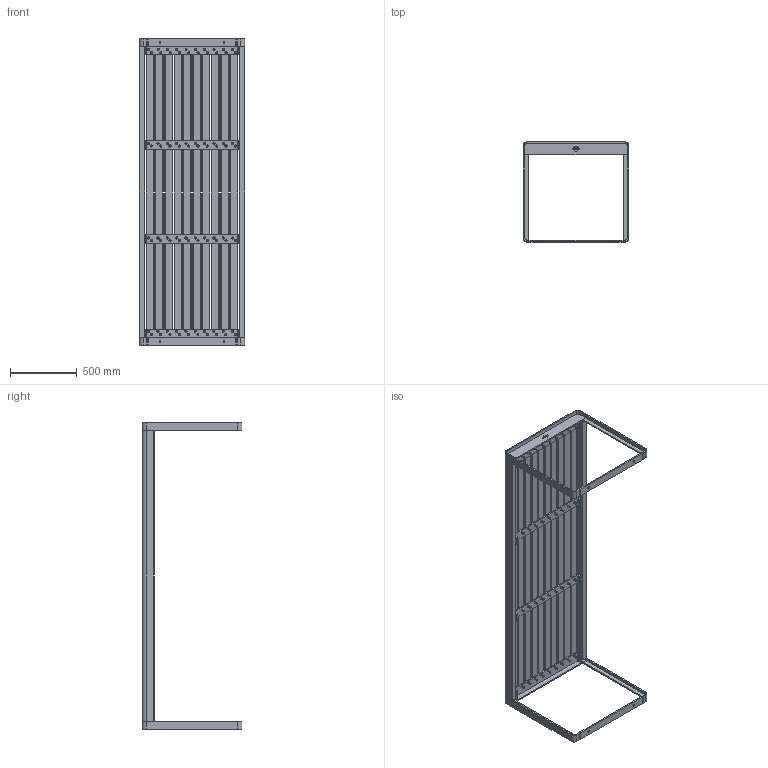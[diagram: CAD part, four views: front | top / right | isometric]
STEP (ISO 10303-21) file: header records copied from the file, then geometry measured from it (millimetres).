
FILE_DESCRIPTION (( 'STEP AP203' ), '1' );
FILE_NAME ('STTA.2300.STEP', '2021-03-04T11:46:08', ( '' ), ( '' ), 'SwSTEP 2.0', 'SolidWorks 2020', '' );
FILE_SCHEMA (( 'CONFIG_CONTROL_DESIGN' ));
Length unit declared in the file: millimetre
Products named in the file (18): STTA_A_Table_Leg; FURNS Brandtag sticker; STTA.2300_Wood; STTA_P_Table_Reinf wood 1; STTA_P_Table_Reinf wood 4; STBE_P_Reinf wood 2B; STTA_A_Table_Reinf Wood 30; STTA_P_Table_Leg Side Top; STTA.2300; STTA_P_Table_Leg side plate; STBE_P_Reinf wood 2A; STTA_P_Table_Leg side Middlestrip 1; STTA_P_Table_Reinf wood 3; STTA.2300_Wood corner; STTA_P_Table_Leg side Middlestrip 2; STTA_P_Table_Leg side Bottom
Assembly tree (39 placements, depth 3):
  STTA.2300
    STTA_A_Table_Leg
      STTA_P_Table_Leg Side Top
      STTA_P_Table_Leg side plate
      STTA_P_Table_Reinf wood 1
      STBE_P_Reinf wood 2A
      STBE_P_Reinf wood 2B
      STTA_P_Table_Leg side Bottom
      STTA_P_Table_Leg side Middlestrip 1
      STTA_P_Table_Leg side Middlestrip 2
    STTA.2300_Wood  x10
    STTA.2300_Wood corner  x2
    STTA_A_Table_Reinf Wood 30
      STTA_P_Table_Reinf wood 3
      STTA_P_Table_Reinf wood 4  x2
    STTA_A_Table_Leg
      STTA_P_Table_Leg Side Top
      STTA_P_Table_Leg side plate
      STTA_P_Table_Reinf wood 1
      STBE_P_Reinf wood 2A
      STBE_P_Reinf wood 2B
      STTA_P_Table_Leg side Bottom
      STTA_P_Table_Leg side Middlestrip 1
      STTA_P_Table_Leg side Middlestrip 2
    STTA_A_Table_Reinf Wood 30
      STTA_P_Table_Reinf wood 3
      STTA_P_Table_Reinf wood 4  x2
    FURNS Brandtag sticker
Bounding box: 790 x 750 x 2300 mm (x, y, z)
Volume: 74834355.3 mm3; surface area: 7267497.8 mm2
Topology: 35 solids, 35 shells, 1137 faces, 2885 edges, 1838 vertices
Faces by surface type: plane 574, cylinder 277, cone 200, bspline 86
Entity records: 23931 total; most frequent: CARTESIAN_POINT 4852, ORIENTED_EDGE 3526, DIRECTION 3203, EDGE_CURVE 1763, LINE 1249, VECTOR 1249, VERTEX_POINT 1134, AXIS2_PLACEMENT_3D 977
